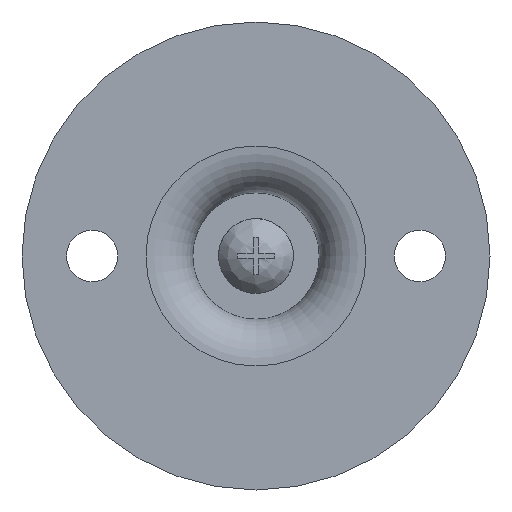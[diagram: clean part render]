
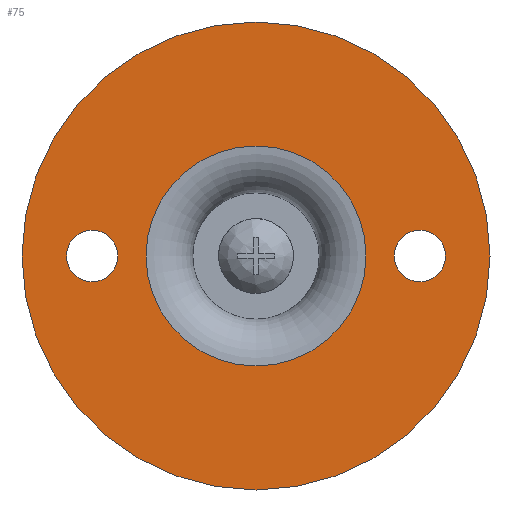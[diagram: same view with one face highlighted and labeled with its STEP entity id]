
A CAD part, front view. The second image highlights one B-rep face of the part: STEP entity #75.
In plain terms, the highlighted planar face has unit normal (0, -1, 0).
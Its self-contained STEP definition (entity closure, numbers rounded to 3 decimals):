
#75 = ADVANCED_FACE( '', ( #188, #189, #190, #191 ), #192, .F. );
#188 = FACE_BOUND( '', #355, .T. );
#189 = FACE_BOUND( '', #356, .T. );
#190 = FACE_OUTER_BOUND( '', #357, .T. );
#191 = FACE_BOUND( '', #358, .T. );
#192 = PLANE( '', #359 );
#355 = EDGE_LOOP( '', ( #560 ) );
#356 = EDGE_LOOP( '', ( #561 ) );
#357 = EDGE_LOOP( '', ( #562 ) );
#358 = EDGE_LOOP( '', ( #563 ) );
#359 = AXIS2_PLACEMENT_3D( '', #564, #565, #566 );
#560 = ORIENTED_EDGE( '', *, *, #927, .F. );
#561 = ORIENTED_EDGE( '', *, *, #928, .F. );
#562 = ORIENTED_EDGE( '', *, *, #929, .T. );
#563 = ORIENTED_EDGE( '', *, *, #930, .T. );
#564 = CARTESIAN_POINT( '', ( 25., 0., 0. ) );
#565 = DIRECTION( '', ( 0., 1., 0. ) );
#566 = DIRECTION( '', ( 0., 0., 1. ) );
#927 = EDGE_CURVE( '', #1076, #1076, #1077, .T. );
#928 = EDGE_CURVE( '', #1078, #1078, #1079, .F. );
#929 = EDGE_CURVE( '', #1080, #1080, #1081, .T. );
#930 = EDGE_CURVE( '', #1082, #1082, #1083, .T. );
#1076 = VERTEX_POINT( '', #1303 );
#1077 = CIRCLE( '', #1304, 11.75 );
#1078 = VERTEX_POINT( '', #1305 );
#1079 = CIRCLE( '', #1306, 2.75 );
#1080 = VERTEX_POINT( '', #1307 );
#1081 = CIRCLE( '', #1308, 25. );
#1082 = VERTEX_POINT( '', #1309 );
#1083 = CIRCLE( '', #1310, 2.75 );
#1303 = CARTESIAN_POINT( '', ( 0., 0., -11.75 ) );
#1304 = AXIS2_PLACEMENT_3D( '', #1667, #1668, #1669 );
#1305 = CARTESIAN_POINT( '', ( 17.5, 0., 2.75 ) );
#1306 = AXIS2_PLACEMENT_3D( '', #1670, #1671, #1672 );
#1307 = CARTESIAN_POINT( '', ( 0., 0., -25. ) );
#1308 = AXIS2_PLACEMENT_3D( '', #1673, #1674, #1675 );
#1309 = CARTESIAN_POINT( '', ( -14.75, 0., 0. ) );
#1310 = AXIS2_PLACEMENT_3D( '', #1676, #1677, #1678 );
#1667 = CARTESIAN_POINT( '', ( 0., 0., 0. ) );
#1668 = DIRECTION( '', ( 0., -1., 0. ) );
#1669 = DIRECTION( '', ( 0., 0., -1. ) );
#1670 = CARTESIAN_POINT( '', ( 17.5, 0., 0. ) );
#1671 = DIRECTION( '', ( 0., 1., 0. ) );
#1672 = DIRECTION( '', ( 0., 0., 1. ) );
#1673 = CARTESIAN_POINT( '', ( 0., 0., 0. ) );
#1674 = DIRECTION( '', ( 0., -1., 0. ) );
#1675 = DIRECTION( '', ( 0., 0., -1. ) );
#1676 = CARTESIAN_POINT( '', ( -17.5, 0., 0. ) );
#1677 = DIRECTION( '', ( 0., 1., 0. ) );
#1678 = DIRECTION( '', ( 1., 0., 0. ) );
